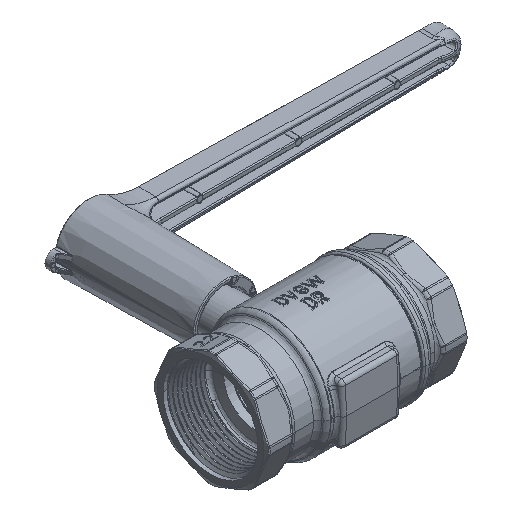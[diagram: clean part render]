
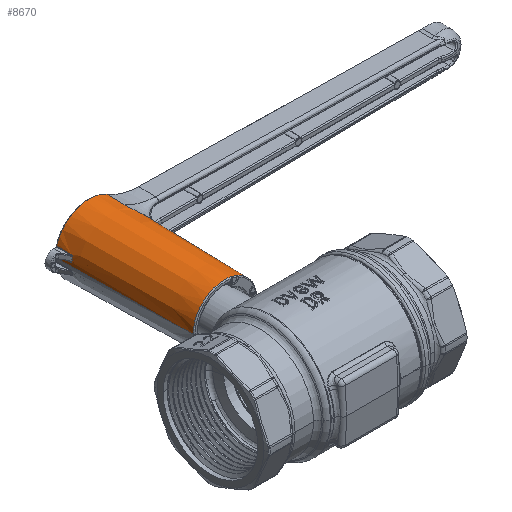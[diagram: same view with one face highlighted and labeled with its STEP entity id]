
A CAD part, isometric view. The second image highlights one B-rep face of the part: STEP entity #8670.
In plain terms, the highlighted conical face has half-angle 1 degrees and reference radius 16.607 mm.
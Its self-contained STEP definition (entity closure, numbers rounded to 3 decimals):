
#1=CARTESIAN_POINT('',(-17.001,-8.062,1.654));
#2=CARTESIAN_POINT('',(-16.999,-8.134,1.655));
#3=CARTESIAN_POINT('',(-16.996,-8.273,1.661));
#4=CARTESIAN_POINT('',(-16.991,-8.46,1.682));
#5=CARTESIAN_POINT('',(-16.985,-8.628,1.715));
#6=CARTESIAN_POINT('',(-16.978,-8.776,1.761));
#7=CARTESIAN_POINT('',(-16.969,-8.901,1.822));
#8=CARTESIAN_POINT('',(-16.959,-8.999,1.901));
#9=CARTESIAN_POINT('',(-16.947,-9.057,1.993));
#10=CARTESIAN_POINT('',(-16.939,-9.069,2.058));
#11=CARTESIAN_POINT('',(-16.935,-9.069,2.091));
#13=CARTESIAN_POINT('',(0.,-9.069,0.));
#14=DIRECTION('',(0.,1.,0.));
#15=DIRECTION('',(-0.992,0.,0.123));
#16=AXIS2_PLACEMENT_3D('',#13,#14,#15);
#18=CARTESIAN_POINT('',(-16.559,-9.069,4.12));
#19=CARTESIAN_POINT('',(-16.551,-9.069,4.151));
#20=CARTESIAN_POINT('',(-16.536,-9.058,4.213));
#21=CARTESIAN_POINT('',(-16.512,-8.999,4.309));
#22=CARTESIAN_POINT('',(-16.492,-8.903,4.392));
#23=CARTESIAN_POINT('',(-16.475,-8.777,4.461));
#24=CARTESIAN_POINT('',(-16.463,-8.626,4.517));
#25=CARTESIAN_POINT('',(-16.455,-8.452,4.559));
#26=CARTESIAN_POINT('',(-16.45,-8.256,4.587));
#27=CARTESIAN_POINT('',(-16.451,-8.11,4.595));
#28=CARTESIAN_POINT('',(-16.452,-8.033,4.596));
#30=CARTESIAN_POINT('',(-16.545,-1.,4.718));
#31=CARTESIAN_POINT('',(-16.535,-1.73,4.705));
#32=CARTESIAN_POINT('',(-16.515,-3.224,4.679));
#33=CARTESIAN_POINT('',(-16.485,-5.534,4.64));
#34=CARTESIAN_POINT('',(-16.463,-7.185,4.611));
#35=CARTESIAN_POINT('',(-16.452,-8.033,4.596));
#37=CARTESIAN_POINT('',(-17.001,-8.062,1.654));
#38=CARTESIAN_POINT('',(-17.014,-7.35,1.647));
#39=CARTESIAN_POINT('',(-17.041,-5.879,1.63));
#40=CARTESIAN_POINT('',(-17.084,-3.57,1.604));
#41=CARTESIAN_POINT('',(-17.116,-1.878,1.585));
#42=CARTESIAN_POINT('',(-17.132,-1.,1.575));
#44=CARTESIAN_POINT('',(16.979,-5.593,2.229));
#45=CARTESIAN_POINT('',(16.949,-7.098,2.249));
#46=CARTESIAN_POINT('',(16.889,-10.196,2.291));
#47=CARTESIAN_POINT('',(16.794,-15.07,2.358));
#48=CARTESIAN_POINT('',(16.726,-18.541,2.405));
#49=CARTESIAN_POINT('',(16.691,-20.326,2.429));
#51=CARTESIAN_POINT('',(16.75,-20.352,1.982));
#52=CARTESIAN_POINT('',(16.768,-19.202,2.002));
#53=CARTESIAN_POINT('',(16.804,-16.868,2.041));
#54=CARTESIAN_POINT('',(16.86,-13.278,2.1));
#55=CARTESIAN_POINT('',(16.918,-9.548,2.163));
#56=CARTESIAN_POINT('',(16.958,-6.931,2.206));
#57=CARTESIAN_POINT('',(16.979,-5.593,2.229));
#59=CARTESIAN_POINT('',(0.,-69.509,0.));
#60=DIRECTION('',(0.,-1.,0.));
#61=DIRECTION('',(1.,0.,0.));
#62=AXIS2_PLACEMENT_3D('',#59,#60,#61);
#64=CARTESIAN_POINT('',(0.,-0.983,0.));
#65=DIRECTION('',(0.,1.,0.));
#66=DIRECTION('',(-1.,0.,0.));
#67=AXIS2_PLACEMENT_3D('',#64,#65,#66);
#69=DIRECTION('',(-0.008,-1.,-0.016));
#70=VECTOR('',#69,8.518);
#71=CARTESIAN_POINT('',(9.002,-0.983,14.662));
#72=LINE('',#71,#70);
#73=CARTESIAN_POINT('',(8.936,-9.5,14.528));
#74=CARTESIAN_POINT('',(8.932,-10.122,14.518));
#75=CARTESIAN_POINT('',(9.018,-11.368,14.44));
#76=CARTESIAN_POINT('',(9.413,-13.177,14.151));
#77=CARTESIAN_POINT('',(10.022,-14.89,13.694));
#78=CARTESIAN_POINT('',(10.792,-16.477,13.065));
#79=CARTESIAN_POINT('',(11.679,-17.908,12.25));
#80=CARTESIAN_POINT('',(12.652,-19.142,11.22));
#81=CARTESIAN_POINT('',(13.506,-19.911,10.147));
#82=CARTESIAN_POINT('',(14.18,-20.261,9.152));
#83=CARTESIAN_POINT('',(14.502,-20.326,8.618));
#84=CARTESIAN_POINT('',(14.656,-20.326,8.348));
#185=CARTESIAN_POINT('',(0.,-1.,0.));
#186=DIRECTION('',(0.,1.,0.));
#187=DIRECTION('',(-0.996,0.,0.092));
#188=AXIS2_PLACEMENT_3D('',#185,#186,#187);
#276=DIRECTION('',(0.017,-1.,0.));
#277=VECTOR('',#276,68.536);
#278=CARTESIAN_POINT('',(-17.205,-0.983,
0.));
#279=LINE('',#278,#277);
#285=DIRECTION('',(-0.017,-1.,0.));
#286=VECTOR('',#285,49.165);
#287=CARTESIAN_POINT('',(16.867,-20.352,
0.));
#288=LINE('',#287,#286);
#2505=CARTESIAN_POINT('',(16.691,-20.326,2.429));
#2526=CARTESIAN_POINT('',(0.,-20.326,0.));
#2527=DIRECTION('',(0.,-1.,0.));
#2528=DIRECTION('',(0.99,0.,0.144));
#2529=AXIS2_PLACEMENT_3D('',#2526,#2527,#2528);
#2613=CARTESIAN_POINT('',(16.75,-20.352,1.982));
#2658=CARTESIAN_POINT('',(0.,-20.352,0.));
#2659=DIRECTION('',(0.,-1.,0.));
#2660=DIRECTION('',(1.,0.,0.));
#2661=AXIS2_PLACEMENT_3D('',#2658,#2659,#2660);
#7587=VERTEX_POINT('',#73);
#7588=VERTEX_POINT('',#84);
#7597=CARTESIAN_POINT('',(-17.205,-0.983,0.));
#7598=VERTEX_POINT('',#7597);
#7599=CARTESIAN_POINT('',(9.002,-0.983,
14.662));
#7600=VERTEX_POINT('',#7599);
#7637=VERTEX_POINT('',#37);
#7638=VERTEX_POINT('',#42);
#7639=VERTEX_POINT('',#30);
#7640=VERTEX_POINT('',#35);
#7682=CARTESIAN_POINT('',(-16.935,-9.069,
2.091));
#7683=CARTESIAN_POINT('',(-16.559,-9.069,
4.12));
#7684=VERTEX_POINT('',#7682);
#7685=VERTEX_POINT('',#7683);
#7698=CARTESIAN_POINT('',(-16.009,-69.509,0.));
#7699=CARTESIAN_POINT('',(16.009,-69.509,0.));
#7700=VERTEX_POINT('',#7698);
#7701=VERTEX_POINT('',#7699);
#7770=CARTESIAN_POINT('',(16.867,-20.352,
0.));
#7771=VERTEX_POINT('',#7770);
#8052=VERTEX_POINT('',#2613);
#8076=VERTEX_POINT('',#2505);
#8189=VERTEX_POINT('',#44);
#8629=CARTESIAN_POINT('',(0.,-35.246,0.));
#8630=DIRECTION('',(0.,1.,0.));
#8631=DIRECTION('',(1.,0.,0.));
#8632=AXIS2_PLACEMENT_3D('',#8629,#8630,#8631);
#8633=CONICAL_SURFACE('',#8632,16.607,1.);
#8635=ORIENTED_EDGE('',*,*,#8634,.F.);
#8637=ORIENTED_EDGE('',*,*,#8636,.F.);
#8639=ORIENTED_EDGE('',*,*,#8638,.F.);
#8641=ORIENTED_EDGE('',*,*,#8640,.T.);
#8643=ORIENTED_EDGE('',*,*,#8642,.T.);
#8645=ORIENTED_EDGE('',*,*,#8644,.F.);
#8647=ORIENTED_EDGE('',*,*,#8646,.T.);
#8649=ORIENTED_EDGE('',*,*,#8648,.T.);
#8651=ORIENTED_EDGE('',*,*,#8650,.T.);
#8653=ORIENTED_EDGE('',*,*,#8652,.F.);
#8654=EDGE_LOOP('',(#8635,#8637,#8639,#8641,#8643,#8645,#8647,#8649,#8651,
#8653));
#8655=FACE_OUTER_BOUND('',#8654,.F.);
#8657=ORIENTED_EDGE('',*,*,#8656,.T.);
#8659=ORIENTED_EDGE('',*,*,#8658,.T.);
#8661=ORIENTED_EDGE('',*,*,#8660,.T.);
#8663=ORIENTED_EDGE('',*,*,#8662,.F.);
#8665=ORIENTED_EDGE('',*,*,#8664,.F.);
#8667=ORIENTED_EDGE('',*,*,#8666,.F.);
#8668=EDGE_LOOP('',(#8657,#8659,#8661,#8663,#8665,#8667));
#8669=FACE_BOUND('',#8668,.F.);
#8670=ADVANCED_FACE('',(#8655,#8669),#8633,.T.);
#12=B_SPLINE_CURVE_WITH_KNOTS('',3,(#1,#2,#3,#4,#5,#6,#7,#8,#9,#10,#11),
.UNSPECIFIED.,.F.,.F.,(4,1,1,1,1,1,1,1,4),(0.,0.125,0.25,0.375,0.5,
0.625,0.75,0.875,1.),.UNSPECIFIED.);
#17=CIRCLE('',#16,17.064);
#29=B_SPLINE_CURVE_WITH_KNOTS('',3,(#18,#19,#20,#21,#22,#23,#24,#25,#26,#27,
#28),.UNSPECIFIED.,.F.,.F.,(4,1,1,1,1,1,1,1,4),(0.,0.125,0.25,0.375,
0.5,0.625,0.75,0.875,1.),.UNSPECIFIED.);
#36=B_SPLINE_CURVE_WITH_KNOTS('',3,(#30,#31,#32,#33,#34,#35),.UNSPECIFIED.,.F.,
.F.,(4,1,1,4),(0.,0.333,0.667,1.),.UNSPECIFIED.);
#43=B_SPLINE_CURVE_WITH_KNOTS('',3,(#37,#38,#39,#40,#41,#42),.UNSPECIFIED.,.F.,
.F.,(4,1,1,4),(0.,0.333,0.667,1.),.UNSPECIFIED.);
#50=B_SPLINE_CURVE_WITH_KNOTS('',3,(#44,#45,#46,#47,#48,#49),.UNSPECIFIED.,.F.,
.F.,(4,1,1,4),(0.,0.333,0.667,1.),.UNSPECIFIED.);
#58=B_SPLINE_CURVE_WITH_KNOTS('',3,(#51,#52,#53,#54,#55,#56,#57),.UNSPECIFIED.,
.F.,.F.,(4,1,1,1,4),(0.,0.25,0.5,0.75,1.),.UNSPECIFIED.);
#63=CIRCLE('',#62,16.009);
#68=CIRCLE('',#67,17.205);
#85=B_SPLINE_CURVE_WITH_KNOTS('',3,(#73,#74,#75,#76,#77,#78,#79,#80,#81,#82,#83,
#84),.UNSPECIFIED.,.F.,.F.,(4,1,1,1,1,1,1,1,1,4),(0.,0.125,
0.25,0.375,0.5,0.625,
0.75,0.875,0.938,1.),.UNSPECIFIED.);
#189=CIRCLE('',#188,17.204);
#2530=CIRCLE('',#2529,16.867);
#2662=CIRCLE('',#2661,16.867);
#8634=EDGE_CURVE('',#8189,#8076,#50,.T.);
#8636=EDGE_CURVE('',#8052,#8189,#58,.T.);
#8638=EDGE_CURVE('',#7771,#8052,#2662,.T.);
#8640=EDGE_CURVE('',#7771,#7701,#288,.T.);
#8642=EDGE_CURVE('',#7701,#7700,#63,.T.);
#8644=EDGE_CURVE('',#7598,#7700,#279,.T.);
#8646=EDGE_CURVE('',#7598,#7600,#68,.T.);
#8648=EDGE_CURVE('',#7600,#7587,#72,.T.);
#8650=EDGE_CURVE('',#7587,#7588,#85,.T.);
#8652=EDGE_CURVE('',#8076,#7588,#2530,.T.);
#8656=EDGE_CURVE('',#7637,#7684,#12,.T.);
#8658=EDGE_CURVE('',#7684,#7685,#17,.T.);
#8660=EDGE_CURVE('',#7685,#7640,#29,.T.);
#8662=EDGE_CURVE('',#7639,#7640,#36,.T.);
#8664=EDGE_CURVE('',#7638,#7639,#189,.T.);
#8666=EDGE_CURVE('',#7637,#7638,#43,.T.);
